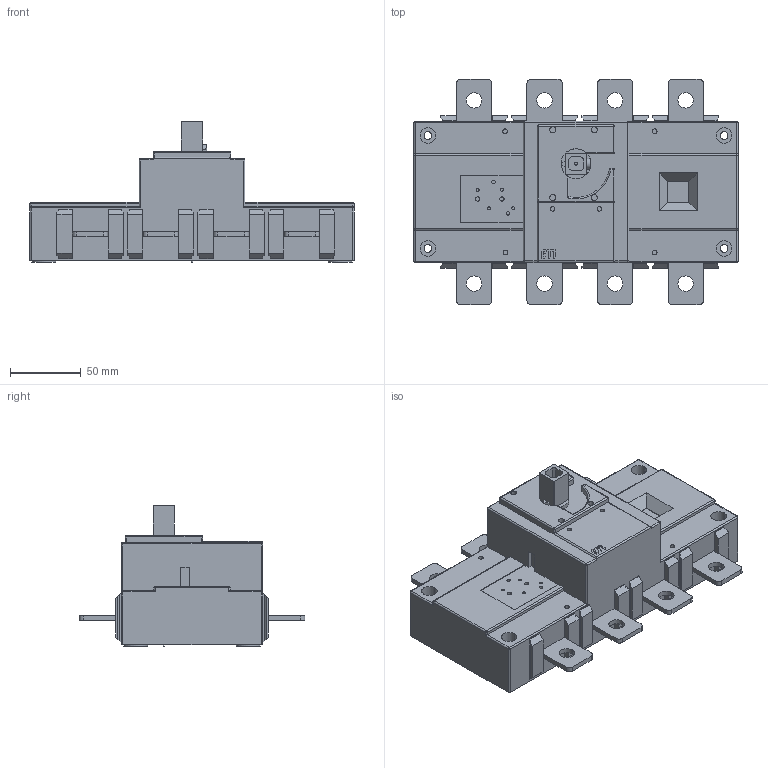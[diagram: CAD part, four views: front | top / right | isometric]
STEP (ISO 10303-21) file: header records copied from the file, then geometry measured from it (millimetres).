
FILE_DESCRIPTION((''),'2;1');
FILE_NAME('004661451_LBS_250_3P_ASM','2021-09-22T',('marketing.praksa'),('Audax d.o.o.'),'CREO PARAMETRIC BY PTC INC, 2017480','CREO PARAMETRIC BY PTC INC, 2017480','');
FILE_SCHEMA(('AUTOMOTIVE_DESIGN { 1 0 10303 214 1 1 1 1 }'));
Length unit declared in the file: millimetre
Products named in the file (12): PRT7154_1_1; PRT7154_1_2; PRT7154_1_3; PRT7154_1_4; PRT7154_1_5; PRT7154_1_6; PRT7154_1_ASM; NP_1; PRT7157_1_1; 26004026; PRT9562; 004661451_LBS_250_3P_ASM
Assembly tree (13 placements, depth 3):
  004661451_LBS_250_3P_ASM
    PRT7154_1_ASM
      PRT7154_1_1
      PRT7154_1_2
      PRT7154_1_3  x2
      PRT7154_1_4  x2
      PRT7154_1_5
      PRT7154_1_6
    NP_1
    PRT7157_1_1
    26004026
    PRT9562
Bounding box: 230 x 160 x 99.6 mm (x, y, z)
Volume: 1206360.7 mm3; surface area: 119120.9 mm2
Topology: 14 solids, 14 shells, 570 faces, 1401 edges, 912 vertices
Faces by surface type: plane 340, cylinder 211, sphere 18, torus 1
Entity records: 25682 total; most frequent: CARTESIAN_POINT 3184, DIRECTION 2851, ORIENTED_EDGE 2706, PRESENTATION_STYLE_ASSIGNMENT 1915, STYLED_ITEM 1915, CURVE_STYLE 1353, EDGE_CURVE 1353, AXIS2_PLACEMENT_3D 956
